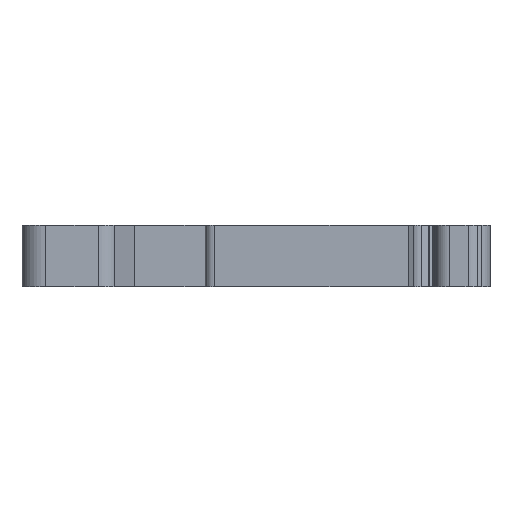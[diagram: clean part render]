
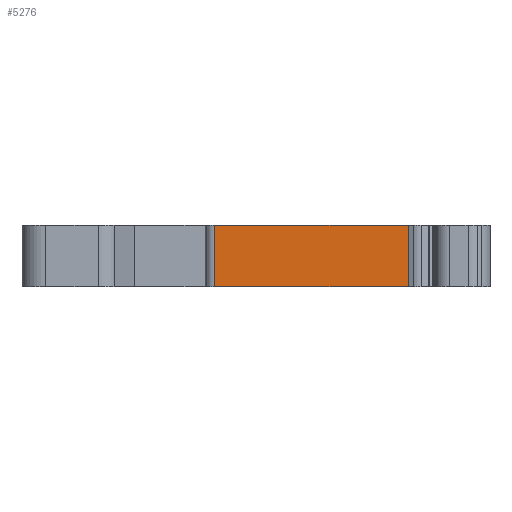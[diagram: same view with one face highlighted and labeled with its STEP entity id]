
A CAD part, front view. The second image highlights one B-rep face of the part: STEP entity #5276.
In plain terms, the highlighted planar face has unit normal (0, -1, 0).
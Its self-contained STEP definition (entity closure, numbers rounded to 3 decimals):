
#753=DIRECTION('',(1.,0.,0.));
#754=VECTOR('',#753,20.6);
#755=CARTESIAN_POINT('',(-7.5,0.,0.));
#756=LINE('',#755,#754);
#1775=DIRECTION('',(0.,0.,1.));
#1776=VECTOR('',#1775,6.5);
#1777=CARTESIAN_POINT('',(13.1,0.,-6.5));
#1778=LINE('',#1777,#1776);
#1782=DIRECTION('',(1.,0.,0.));
#1783=VECTOR('',#1782,20.6);
#1784=CARTESIAN_POINT('',(-7.5,0.,-6.5));
#1785=LINE('',#1784,#1783);
#1796=DIRECTION('',(0.,0.,1.));
#1797=VECTOR('',#1796,6.5);
#1798=CARTESIAN_POINT('',(-7.5,0.,-6.5));
#1799=LINE('',#1798,#1797);
#2792=CARTESIAN_POINT('',(13.1,0.,0.));
#2793=VERTEX_POINT('',#2792);
#2794=CARTESIAN_POINT('',(-7.5,0.,0.));
#2795=VERTEX_POINT('',#2794);
#2828=CARTESIAN_POINT('',(-7.5,0.,-6.5));
#2829=VERTEX_POINT('',#2828);
#2830=CARTESIAN_POINT('',(13.1,0.,-6.5));
#2831=VERTEX_POINT('',#2830);
#5263=CARTESIAN_POINT('',(15.3,0.,0.));
#5264=DIRECTION('',(0.,1.,0.));
#5265=DIRECTION('',(1.,0.,0.));
#5266=AXIS2_PLACEMENT_3D('',#5263,#5264,#5265);
#5267=PLANE('',#5266);
#5269=ORIENTED_EDGE('',*,*,#5268,.T.);
#5270=ORIENTED_EDGE('',*,*,#3253,.T.);
#5271=ORIENTED_EDGE('',*,*,#5247,.F.);
#5273=ORIENTED_EDGE('',*,*,#5272,.F.);
#5274=EDGE_LOOP('',(#5269,#5270,#5271,#5273));
#5275=FACE_OUTER_BOUND('',#5274,.F.);
#3253=EDGE_CURVE('',#2795,#2793,#756,.T.);
#5247=EDGE_CURVE('',#2831,#2793,#1778,.T.);
#5268=EDGE_CURVE('',#2829,#2795,#1799,.T.);
#5272=EDGE_CURVE('',#2829,#2831,#1785,.T.);
#5276=ADVANCED_FACE('',(#5275),#5267,.F.);
